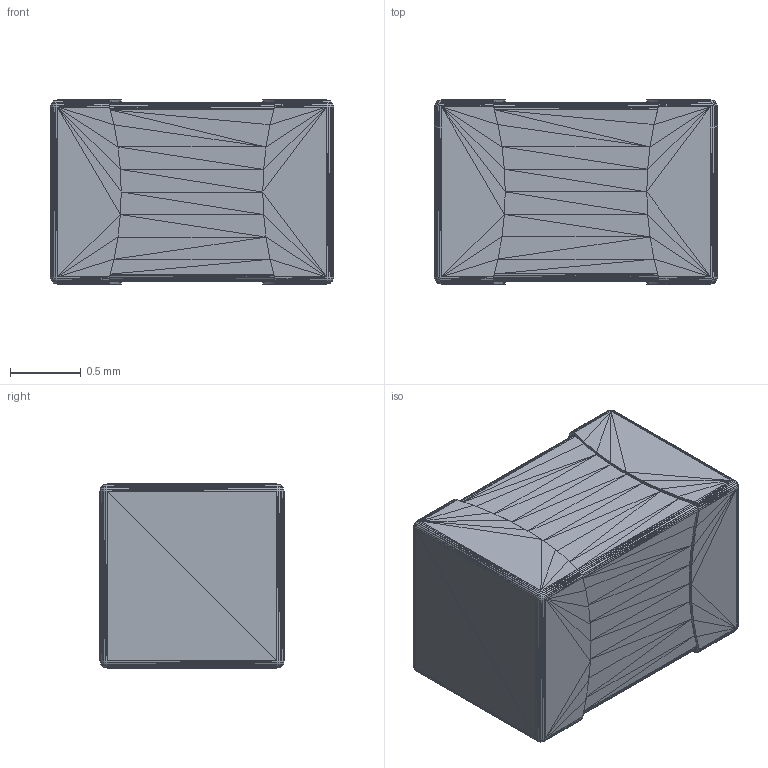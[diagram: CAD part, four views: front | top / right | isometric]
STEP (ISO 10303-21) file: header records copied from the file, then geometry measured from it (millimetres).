
FILE_DESCRIPTION(('LCKiConverter Model lckicad.xtoolbox.org','uuid: Pro:1ba041120af144c991958decab20d241'),'2;1');
FILE_NAME('C0805_L2.0-W1.3-H1.3.step','2022-01-25T11:00:53.444Z',('LCEDA'),( ''),'LCKiConverter','LCKiConverter','');
FILE_SCHEMA(('AUTOMOTIVE_DESIGN { 1 0 10303 214 1 1 1 1 }'));
Length unit declared in the file: millimetre
Products named in the file (1): C0805_L2.0-W1.3-H1.3
Bounding box: 2 x 1.3 x 1.3 mm (x, y, z)
Surface area: 13.4 mm2 (no closed solid volume)
Topology: 0 solids, 1 shells, 1722 faces, 2583 edges, 863 vertices
Faces by surface type: plane 1722
Entity records: 35345 total; most frequent: DIRECTION 6029, CARTESIAN_POINT 5169, ORIENTED_EDGE 5166, EDGE_CURVE 2583, LINE 2583, VECTOR 2583, AXIS2_PLACEMENT_3D 1723, ADVANCED_FACE 1722
